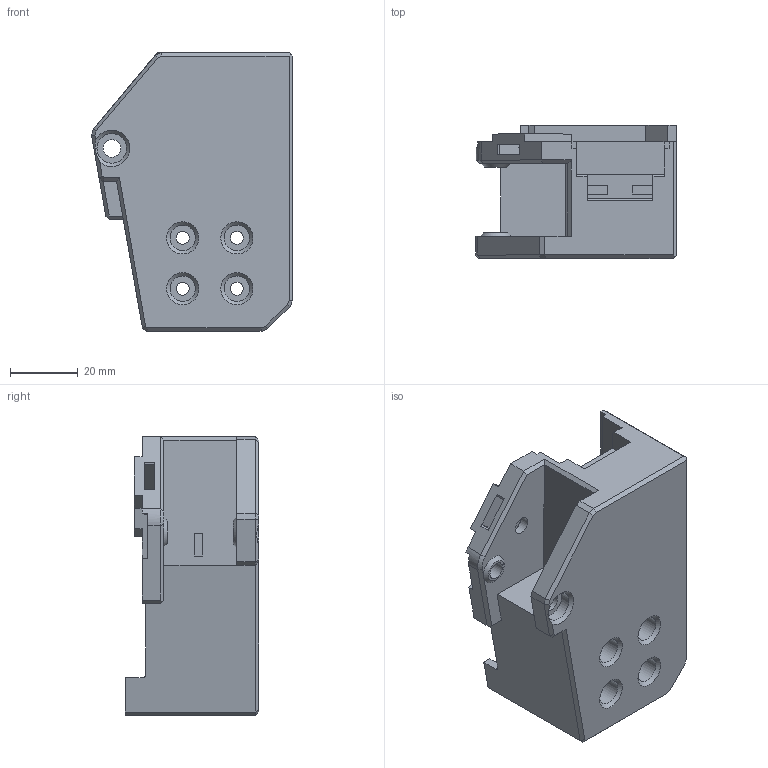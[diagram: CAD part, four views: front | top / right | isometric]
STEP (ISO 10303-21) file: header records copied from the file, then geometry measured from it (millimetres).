
FILE_DESCRIPTION(/* description */ (''),/* implementation_level */ '2;1');
FILE_NAME(/* name */ 'Left XY Top.step',/* time_stamp */ '2023-04-14T10:25:06-05:00',/* author */ (''),/* organization */ (''),/* preprocessor_version */ 'ST-DEVELOPER v19.2',/* originating_system */ 'Autodesk Translation Framework v11.17.0.187',/* authorisation */ '');
FILE_SCHEMA (('AUTOMOTIVE_DESIGN { 1 0 10303 214 3 1 1 }'));
Length unit declared in the file: millimetre
Products named in the file (1): Left-Top XY Joiner
Bounding box: 59.36 x 39.44 x 82.32 mm (x, y, z)
Volume: 102056.8 mm3; surface area: 24611.8 mm2
Topology: 1 solids, 1 shells, 159 faces, 424 edges, 276 vertices
Faces by surface type: plane 124, cylinder 27, cone 8
Full cylindrical faces by diameter (mm): 3.3 x2, 3.5 x6, 3.8 x4, 5.2 x4, 7.5 x4, 8.75 x1, 9.106 x1
Entity records: 4974 total; most frequent: CARTESIAN_POINT 864, ORIENTED_EDGE 848, DIRECTION 808, EDGE_CURVE 424, LINE 356, VECTOR 356, VERTEX_POINT 276, AXIS2_PLACEMENT_3D 226
